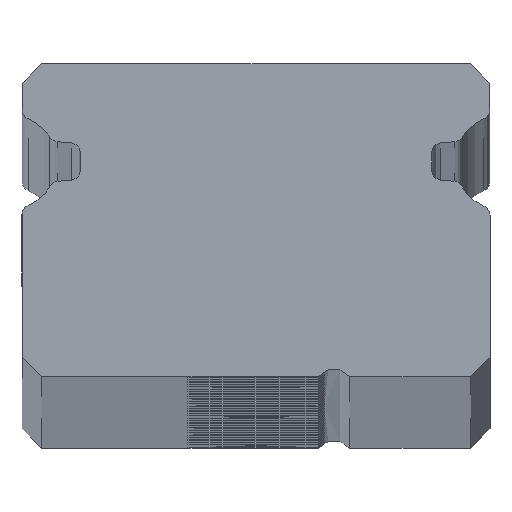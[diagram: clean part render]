
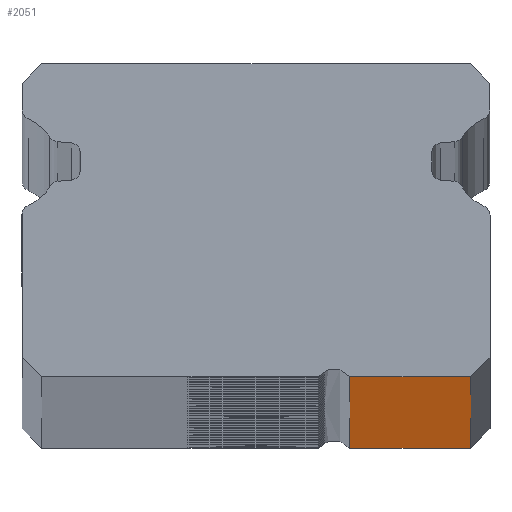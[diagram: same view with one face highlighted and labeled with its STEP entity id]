
A CAD part, top view. The second image highlights one B-rep face of the part: STEP entity #2051.
In plain terms, the highlighted planar face has unit normal (0, -1, 0).
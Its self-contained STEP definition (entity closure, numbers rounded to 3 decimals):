
#125 = ORIENTED_EDGE ( 'NONE', *, *, #1518, .F. ) ;
#277 = DIRECTION ( 'NONE',  ( 0., 0., -1. ) ) ;
#330 = CARTESIAN_POINT ( 'NONE',  ( 5.484, -5.5, -525. ) ) ;
#522 = AXIS2_PLACEMENT_3D ( 'NONE', #1664, #5821, #2342 ) ;
#760 = ORIENTED_EDGE ( 'NONE', *, *, #4210, .T. ) ;
#920 = EDGE_LOOP ( 'NONE', ( #760, #8384, #125, #3409 ) ) ;
#1237 = DIRECTION ( 'NONE',  ( 0., 0., -1. ) ) ;
#1518 = EDGE_CURVE ( 'NONE', #2726, #3431, #8480, .T. ) ;
#1664 = CARTESIAN_POINT ( 'NONE',  ( 2.393, -5.5, 525. ) ) ;
#1805 = CARTESIAN_POINT ( 'NONE',  ( 2.393, -5.5, -525. ) ) ;
#2051 = ADVANCED_FACE ( 'NONE', ( #3120 ), #6557, .F. ) ;
#2256 = VERTEX_POINT ( 'NONE', #1805 ) ;
#2342 = DIRECTION ( 'NONE',  ( 0., 0., 1. ) ) ;
#2466 = VECTOR ( 'NONE', #2924, 1000. ) ;
#2726 = VERTEX_POINT ( 'NONE', #3623 ) ;
#2923 = VECTOR ( 'NONE', #6515, 1000. ) ;
#2924 = DIRECTION ( 'NONE',  ( 1., 0., 0. ) ) ;
#3120 = FACE_OUTER_BOUND ( 'NONE', #920, .T. ) ;
#3371 = LINE ( 'NONE', #8568, #2923 ) ;
#3409 = ORIENTED_EDGE ( 'NONE', *, *, #5793, .T. ) ;
#3431 = VERTEX_POINT ( 'NONE', #3592 ) ;
#3491 = VECTOR ( 'NONE', #1237, 1000. ) ;
#3592 = CARTESIAN_POINT ( 'NONE',  ( 5.484, -5.5, 525. ) ) ;
#3623 = CARTESIAN_POINT ( 'NONE',  ( 2.393, -5.5, 525. ) ) ;
#3977 = CARTESIAN_POINT ( 'NONE',  ( 5.484, -5.5, 525. ) ) ;
#4210 = EDGE_CURVE ( 'NONE', #2256, #8998, #3371, .T. ) ;
#5423 = LINE ( 'NONE', #7402, #6518 ) ;
#5682 = CARTESIAN_POINT ( 'NONE',  ( 2.393, -5.5, 525. ) ) ;
#5793 = EDGE_CURVE ( 'NONE', #2726, #2256, #5423, .T. ) ;
#5821 = DIRECTION ( 'NONE',  ( 0., 1., 0. ) ) ;
#6515 = DIRECTION ( 'NONE',  ( 1., 0., 0. ) ) ;
#6518 = VECTOR ( 'NONE', #277, 1000. ) ;
#6557 = PLANE ( 'NONE',  #522 ) ;
#6740 = EDGE_CURVE ( 'NONE', #3431, #8998, #7010, .T. ) ;
#7010 = LINE ( 'NONE', #3977, #3491 ) ;
#7402 = CARTESIAN_POINT ( 'NONE',  ( 2.393, -5.5, 525. ) ) ;
#8384 = ORIENTED_EDGE ( 'NONE', *, *, #6740, .F. ) ;
#8480 = LINE ( 'NONE', #5682, #2466 ) ;
#8568 = CARTESIAN_POINT ( 'NONE',  ( 2.393, -5.5, -525. ) ) ;
#8998 = VERTEX_POINT ( 'NONE', #330 ) ;
